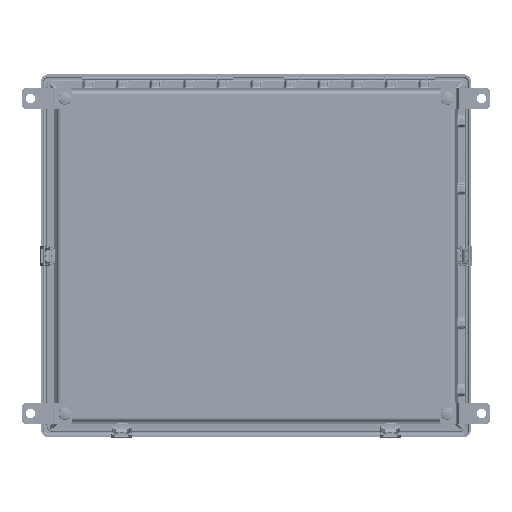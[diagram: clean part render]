
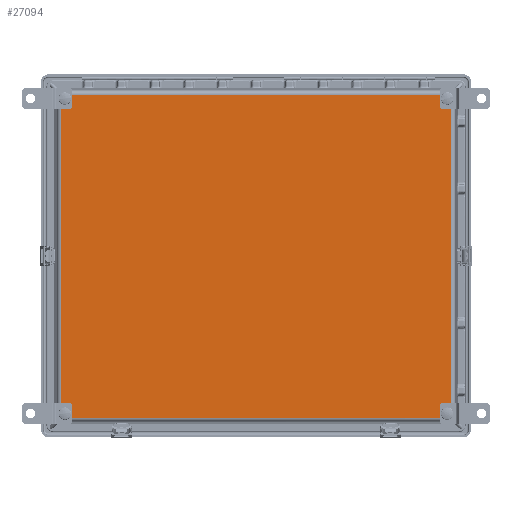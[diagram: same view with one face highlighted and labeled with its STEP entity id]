
A CAD part, front view. The second image highlights one B-rep face of the part: STEP entity #27094.
In plain terms, the highlighted planar face has unit normal (0, -1, 0).
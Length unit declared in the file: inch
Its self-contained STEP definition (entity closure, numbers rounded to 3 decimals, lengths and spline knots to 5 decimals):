
#73 = CARTESIAN_POINT ( 'NONE',  ( 11.6125, -8.125, 9.11452 ) ) ;
#99 = EDGE_CURVE ( 'NONE', #66077, #15109, #57014, .T. ) ;
#481 = VERTEX_POINT ( 'NONE', #699 ) ;
#675 = AXIS2_PLACEMENT_3D ( 'NONE', #43783, #11590, #49226 ) ;
#699 = CARTESIAN_POINT ( 'NONE',  ( 11.375, -8.125, 9.0225 ) ) ;
#1277 = CIRCLE ( 'NONE', #33285, 0.3525 ) ;
#2983 = CARTESIAN_POINT ( 'NONE',  ( -11.625, -8.125, -9.34467 ) ) ;
#5330 = DIRECTION ( 'NONE',  ( 0., 0., 1. ) ) ;
#5564 = VERTEX_POINT ( 'NONE', #45012 ) ;
#5583 = VECTOR ( 'NONE', #39225, 39.37008 ) ;
#5765 = EDGE_CURVE ( 'NONE', #65561, #34775, #57072, .T. ) ;
#5836 = VERTEX_POINT ( 'NONE', #42148 ) ;
#5919 = VERTEX_POINT ( 'NONE', #73 ) ;
#7328 = DIRECTION ( 'NONE',  ( 0., 1., 0. ) ) ;
#8270 = CARTESIAN_POINT ( 'NONE',  ( -11.375, -8.125, 9.375 ) ) ;
#8390 = DIRECTION ( 'NONE',  ( 0., 0., 1. ) ) ;
#10538 = ORIENTED_EDGE ( 'NONE', *, *, #36263, .T. ) ;
#11066 = ORIENTED_EDGE ( 'NONE', *, *, #15339, .T. ) ;
#11590 = DIRECTION ( 'NONE',  ( 0., 1., 0. ) ) ;
#12216 = CARTESIAN_POINT ( 'NONE',  ( -11.375, -8.125, 9.375 ) ) ;
#12710 = AXIS2_PLACEMENT_3D ( 'NONE', #69793, #37499, #5330 ) ;
#13052 = EDGE_CURVE ( 'NONE', #35384, #5919, #16535, .T. ) ;
#13657 = DIRECTION ( 'NONE',  ( 0., 0., 1. ) ) ;
#13779 = CARTESIAN_POINT ( 'NONE',  ( 11.11452, -8.125, -9.6125 ) ) ;
#14218 = EDGE_CURVE ( 'NONE', #5836, #33299, #17370, .T. ) ;
#14878 = VECTOR ( 'NONE', #17449, 39.37008 ) ;
#15109 = VERTEX_POINT ( 'NONE', #37880 ) ;
#15339 = EDGE_CURVE ( 'NONE', #5564, #5836, #1277, .T. ) ;
#15400 = AXIS2_PLACEMENT_3D ( 'NONE', #27936, #65643, #33341 ) ;
#16535 = LINE ( 'NONE', #29243, #14878 ) ;
#17199 = CIRCLE ( 'NONE', #37311, 0.3525 ) ;
#17370 = LINE ( 'NONE', #61588, #58666 ) ;
#17449 = DIRECTION ( 'NONE',  ( 0., 0., 1. ) ) ;
#17597 = DIRECTION ( 'NONE',  ( 0., 0., 1. ) ) ;
#18590 = ORIENTED_EDGE ( 'NONE', *, *, #5765, .T. ) ;
#21427 = ORIENTED_EDGE ( 'NONE', *, *, #99, .T. ) ;
#22645 = FACE_OUTER_BOUND ( 'NONE', #50992, .T. ) ;
#23976 = CARTESIAN_POINT ( 'NONE',  ( -11.375, -8.125, -9.375 ) ) ;
#24579 = EDGE_CURVE ( 'NONE', #33299, #55522, #36439, .T. ) ;
#25369 = CIRCLE ( 'NONE', #46925, 0.3525 ) ;
#26706 = VECTOR ( 'NONE', #68104, 39.37008 ) ;
#27094 = ADVANCED_FACE ( 'NONE', ( #22645 ), #29524, .F. ) ;
#27936 = CARTESIAN_POINT ( 'NONE',  ( 11.375, -8.125, -9.375 ) ) ;
#28324 = CARTESIAN_POINT ( 'NONE',  ( 11.6125, -8.125, -9.11452 ) ) ;
#29065 = AXIS2_PLACEMENT_3D ( 'NONE', #63609, #31272, #68999 ) ;
#29243 = CARTESIAN_POINT ( 'NONE',  ( 11.6125, -8.125, 9.34467 ) ) ;
#29283 = DIRECTION ( 'NONE',  ( 1., 0., 0. ) ) ;
#29353 = DIRECTION ( 'NONE',  ( 0., 0., 1. ) ) ;
#29524 = PLANE ( 'NONE',  #40284 ) ;
#30819 = ORIENTED_EDGE ( 'NONE', *, *, #52040, .T. ) ;
#31272 = DIRECTION ( 'NONE',  ( 0., 1., 0. ) ) ;
#33285 = AXIS2_PLACEMENT_3D ( 'NONE', #23976, #61660, #29353 ) ;
#33299 = VERTEX_POINT ( 'NONE', #13779 ) ;
#33341 = DIRECTION ( 'NONE',  ( 0., 0., 1. ) ) ;
#33608 = CARTESIAN_POINT ( 'NONE',  ( -11.11452, -8.125, 9.6125 ) ) ;
#33844 = CARTESIAN_POINT ( 'NONE',  ( -11.6125, -8.125, -9.34467 ) ) ;
#34775 = VERTEX_POINT ( 'NONE', #33608 ) ;
#35384 = VERTEX_POINT ( 'NONE', #28324 ) ;
#36263 = EDGE_CURVE ( 'NONE', #481, #65561, #54461, .T. ) ;
#36439 = CIRCLE ( 'NONE', #15400, 0.3525 ) ;
#37311 = AXIS2_PLACEMENT_3D ( 'NONE', #12216, #49856, #17597 ) ;
#37499 = DIRECTION ( 'NONE',  ( 0., 1., 0. ) ) ;
#37880 = CARTESIAN_POINT ( 'NONE',  ( -11.6125, -8.125, 9.11452 ) ) ;
#39225 = DIRECTION ( 'NONE',  ( 0., 0., -1. ) ) ;
#39369 = ORIENTED_EDGE ( 'NONE', *, *, #13052, .T. ) ;
#39491 = CARTESIAN_POINT ( 'NONE',  ( 11.375, -8.125, 9.375 ) ) ;
#40284 = AXIS2_PLACEMENT_3D ( 'NONE', #2983, #40579, #8390 ) ;
#40579 = DIRECTION ( 'NONE',  ( 0., 1., 0. ) ) ;
#40614 = CARTESIAN_POINT ( 'NONE',  ( 11.375, -8.125, -9.0225 ) ) ;
#40757 = CARTESIAN_POINT ( 'NONE',  ( 11.11452, -8.125, 9.6125 ) ) ;
#41209 = CARTESIAN_POINT ( 'NONE',  ( -11.34467, -8.125, 9.6125 ) ) ;
#42148 = CARTESIAN_POINT ( 'NONE',  ( -11.11452, -8.125, -9.6125 ) ) ;
#43783 = CARTESIAN_POINT ( 'NONE',  ( 11.375, -8.125, -9.375 ) ) ;
#44954 = DIRECTION ( 'NONE',  ( 0., 0., 1. ) ) ;
#45012 = CARTESIAN_POINT ( 'NONE',  ( -11.375, -8.125, -9.0225 ) ) ;
#45891 = DIRECTION ( 'NONE',  ( 0., 1., 0. ) ) ;
#46360 = ORIENTED_EDGE ( 'NONE', *, *, #24579, .T. ) ;
#46925 = AXIS2_PLACEMENT_3D ( 'NONE', #39491, #7328, #44954 ) ;
#47203 = EDGE_CURVE ( 'NONE', #15109, #49167, #62862, .T. ) ;
#47632 = CARTESIAN_POINT ( 'NONE',  ( -11.6125, -8.125, -9.11452 ) ) ;
#49167 = VERTEX_POINT ( 'NONE', #47632 ) ;
#49226 = DIRECTION ( 'NONE',  ( 0., 0., 1. ) ) ;
#49856 = DIRECTION ( 'NONE',  ( 0., 1., 0. ) ) ;
#50992 = EDGE_LOOP ( 'NONE', ( #46360, #52208, #39369, #30819, #10538, #18590, #54325, #21427, #59245, #57318, #11066, #51032 ) ) ;
#51032 = ORIENTED_EDGE ( 'NONE', *, *, #14218, .T. ) ;
#52040 = EDGE_CURVE ( 'NONE', #5919, #481, #25369, .T. ) ;
#52144 = CIRCLE ( 'NONE', #675, 0.3525 ) ;
#52208 = ORIENTED_EDGE ( 'NONE', *, *, #62991, .T. ) ;
#52277 = CARTESIAN_POINT ( 'NONE',  ( -11.375, -8.125, 9.0225 ) ) ;
#52845 = AXIS2_PLACEMENT_3D ( 'NONE', #8270, #45891, #13657 ) ;
#54325 = ORIENTED_EDGE ( 'NONE', *, *, #66292, .T. ) ;
#54461 = CIRCLE ( 'NONE', #29065, 0.3525 ) ;
#55522 = VERTEX_POINT ( 'NONE', #40614 ) ;
#57014 = CIRCLE ( 'NONE', #52845, 0.3525 ) ;
#57072 = LINE ( 'NONE', #41209, #26706 ) ;
#57318 = ORIENTED_EDGE ( 'NONE', *, *, #69491, .T. ) ;
#58666 = VECTOR ( 'NONE', #29283, 39.37008 ) ;
#59245 = ORIENTED_EDGE ( 'NONE', *, *, #47203, .T. ) ;
#61588 = CARTESIAN_POINT ( 'NONE',  ( 11.34467, -8.125, -9.6125 ) ) ;
#61660 = DIRECTION ( 'NONE',  ( 0., 1., 0. ) ) ;
#62862 = LINE ( 'NONE', #33844, #5583 ) ;
#62991 = EDGE_CURVE ( 'NONE', #55522, #35384, #52144, .T. ) ;
#63609 = CARTESIAN_POINT ( 'NONE',  ( 11.375, -8.125, 9.375 ) ) ;
#65561 = VERTEX_POINT ( 'NONE', #40757 ) ;
#65643 = DIRECTION ( 'NONE',  ( 0., 1., 0. ) ) ;
#65757 = CIRCLE ( 'NONE', #12710, 0.3525 ) ;
#66077 = VERTEX_POINT ( 'NONE', #52277 ) ;
#66292 = EDGE_CURVE ( 'NONE', #34775, #66077, #17199, .T. ) ;
#68104 = DIRECTION ( 'NONE',  ( -1., 0., 0. ) ) ;
#68999 = DIRECTION ( 'NONE',  ( 0., 0., 1. ) ) ;
#69491 = EDGE_CURVE ( 'NONE', #49167, #5564, #65757, .T. ) ;
#69793 = CARTESIAN_POINT ( 'NONE',  ( -11.375, -8.125, -9.375 ) ) ;
